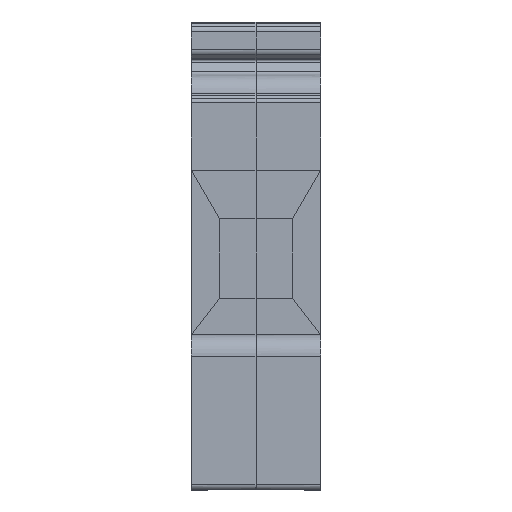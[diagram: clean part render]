
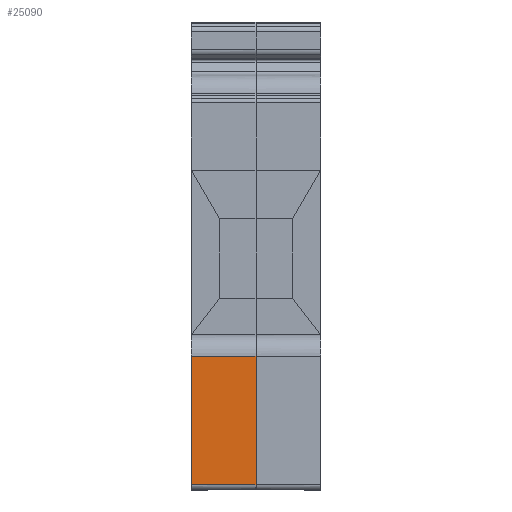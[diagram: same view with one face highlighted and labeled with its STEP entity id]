
A CAD part, left-side view. The second image highlights one B-rep face of the part: STEP entity #25090.
In plain terms, the highlighted planar face has unit normal (-1, 0, 0).
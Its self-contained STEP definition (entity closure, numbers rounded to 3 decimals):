
#511 = ORIENTED_EDGE ( 'NONE', *, *, #34009, .T. ) ;
#1111 = DIRECTION ( 'NONE',  ( 0., 0., 1. ) ) ;
#1529 = CARTESIAN_POINT ( 'NONE',  ( -45.573, 12., 9.888 ) ) ;
#2213 = CARTESIAN_POINT ( 'NONE',  ( -45.573, 12., 9.888 ) ) ;
#3393 = ORIENTED_EDGE ( 'NONE', *, *, #34877, .T. ) ;
#4678 = DIRECTION ( 'NONE',  ( 0., 0., 1. ) ) ;
#4959 = ORIENTED_EDGE ( 'NONE', *, *, #31609, .T. ) ;
#6443 = PLANE ( 'NONE',  #18868 ) ;
#9793 = CARTESIAN_POINT ( 'NONE',  ( -45.573, 6., -2.039 ) ) ;
#10778 = LINE ( 'NONE', #19275, #20978 ) ;
#11625 = ORIENTED_EDGE ( 'NONE', *, *, #18151, .F. ) ;
#12110 = DIRECTION ( 'NONE',  ( 0., -1., 0. ) ) ;
#12323 = VECTOR ( 'NONE', #32346, 1000. ) ;
#12559 = FACE_OUTER_BOUND ( 'NONE', #36249, .T. ) ;
#13654 = CARTESIAN_POINT ( 'NONE',  ( -45.573, 6., 9.888 ) ) ;
#14664 = CARTESIAN_POINT ( 'NONE',  ( -45.573, 12., -2.039 ) ) ;
#15502 = CARTESIAN_POINT ( 'NONE',  ( -45.573, 12., 0.188 ) ) ;
#17483 = LINE ( 'NONE', #14664, #31239 ) ;
#18151 = EDGE_CURVE ( 'NONE', #25023, #20626, #27479, .T. ) ;
#18868 = AXIS2_PLACEMENT_3D ( 'NONE', #15502, #20860, #1111 ) ;
#19275 = CARTESIAN_POINT ( 'NONE',  ( -45.573, 6., -2.039 ) ) ;
#20626 = VERTEX_POINT ( 'NONE', #13654 ) ;
#20860 = DIRECTION ( 'NONE',  ( -1., 0., 0. ) ) ;
#20978 = VECTOR ( 'NONE', #4678, 1000. ) ;
#23695 = DIRECTION ( 'NONE',  ( 0., 0., -1. ) ) ;
#25023 = VERTEX_POINT ( 'NONE', #28632 ) ;
#25090 = ADVANCED_FACE ( 'NONE', ( #12559 ), #6443, .T. ) ;
#26806 = LINE ( 'NONE', #1529, #32140 ) ;
#27479 = LINE ( 'NONE', #2213, #12323 ) ;
#28632 = CARTESIAN_POINT ( 'NONE',  ( -45.573, 12., 9.888 ) ) ;
#30846 = CARTESIAN_POINT ( 'NONE',  ( -45.573, 12., -2.039 ) ) ;
#31103 = VERTEX_POINT ( 'NONE', #9793 ) ;
#31239 = VECTOR ( 'NONE', #12110, 1000. ) ;
#31609 = EDGE_CURVE ( 'NONE', #35685, #31103, #17483, .T. ) ;
#32140 = VECTOR ( 'NONE', #23695, 1000. ) ;
#32346 = DIRECTION ( 'NONE',  ( 0., -1., 0. ) ) ;
#34009 = EDGE_CURVE ( 'NONE', #25023, #35685, #26806, .T. ) ;
#34877 = EDGE_CURVE ( 'NONE', #31103, #20626, #10778, .T. ) ;
#35685 = VERTEX_POINT ( 'NONE', #30846 ) ;
#36249 = EDGE_LOOP ( 'NONE', ( #4959, #3393, #11625, #511 ) ) ;
